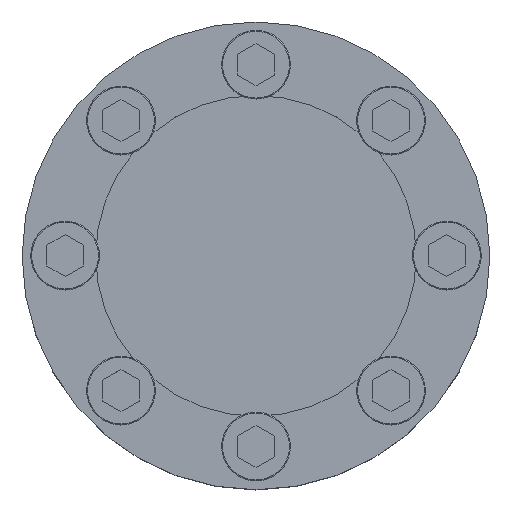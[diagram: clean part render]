
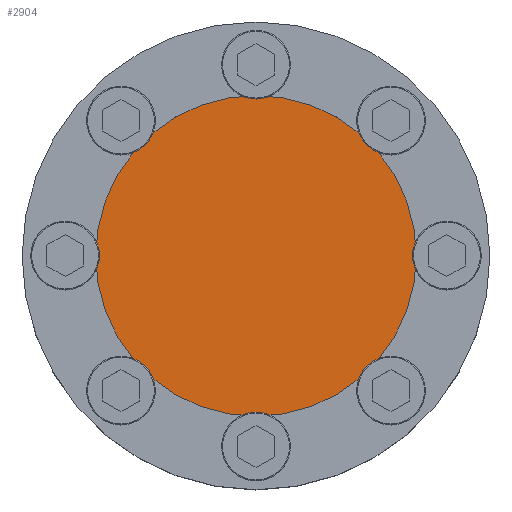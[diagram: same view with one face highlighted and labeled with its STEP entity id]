
A CAD part, top view. The second image highlights one B-rep face of the part: STEP entity #2904.
In plain terms, the highlighted planar face has unit normal (0, 0, 1).
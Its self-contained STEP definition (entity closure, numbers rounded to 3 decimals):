
#623=PLANE('',#3139);
#843=ORIENTED_EDGE('',*,*,#1530,.F.);
#1530=EDGE_CURVE('',#1905,#1905,#2184,.T.);
#1905=VERTEX_POINT('',#4305);
#2184=CIRCLE('',#3133,84.);
#2294=EDGE_LOOP('',(#843));
#2596=FACE_BOUND('',#2294,.T.);
#2904=ADVANCED_FACE('',(#2596),#623,.F.);
#3133=AXIS2_PLACEMENT_3D('',#4304,#3451,#3452);
#3139=AXIS2_PLACEMENT_3D('',#4409,#3511,#3512);
#3451=DIRECTION('',(0.,0.,-1.));
#3452=DIRECTION('',(-1.,0.,0.));
#3511=DIRECTION('',(0.,0.,-1.));
#3512=DIRECTION('',(-1.,0.,0.));
#4304=CARTESIAN_POINT('',(0.,0.,0.));
#4305=CARTESIAN_POINT('',(-84.,0.,0.));
#4409=CARTESIAN_POINT('',(0.,0.,0.));
